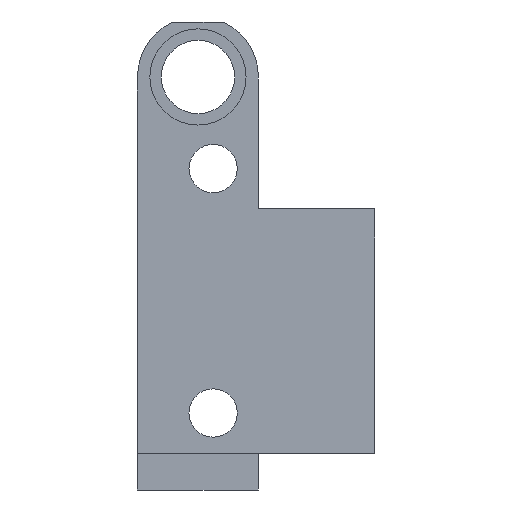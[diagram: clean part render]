
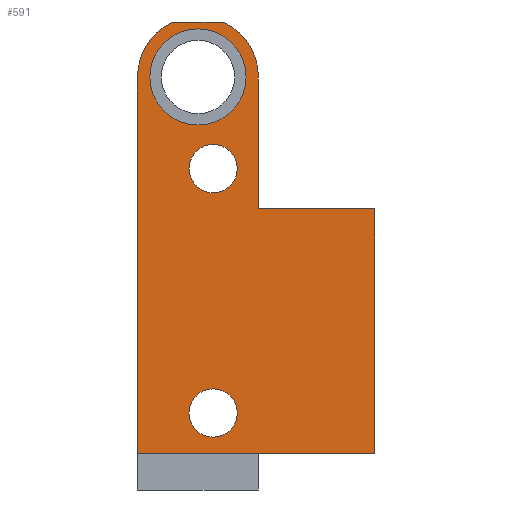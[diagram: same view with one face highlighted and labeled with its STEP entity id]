
A CAD part, front view. The second image highlights one B-rep face of the part: STEP entity #591.
In plain terms, the highlighted planar face has unit normal (0, -1, 0).
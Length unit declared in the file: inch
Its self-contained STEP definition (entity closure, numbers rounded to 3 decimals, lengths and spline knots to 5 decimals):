
#18=DIRECTION('',(0.,0.,1.));
#19=VECTOR('',#18,0.108);
#20=CARTESIAN_POINT('',(0.0495,0.,0.23));
#21=LINE('',#20,#19);
#42=CARTESIAN_POINT('',(0.,0.,0.338));
#43=DIRECTION('',(0.,1.,0.));
#44=DIRECTION('',(-1.,0.,0.));
#45=AXIS2_PLACEMENT_3D('',#42,#43,#44);
#47=CARTESIAN_POINT('',(0.,0.,0.338));
#48=DIRECTION('',(0.,1.,0.));
#49=DIRECTION('',(1.,0.,0.));
#50=AXIS2_PLACEMENT_3D('',#47,#48,#49);
#52=CARTESIAN_POINT('',(0.0124,0.,0.263));
#53=DIRECTION('',(0.,1.,0.));
#54=DIRECTION('',(-1.,0.,0.));
#55=AXIS2_PLACEMENT_3D('',#52,#53,#54);
#57=CARTESIAN_POINT('',(0.0124,0.,0.263));
#58=DIRECTION('',(0.,1.,0.));
#59=DIRECTION('',(1.,0.,0.));
#60=AXIS2_PLACEMENT_3D('',#57,#58,#59);
#62=CARTESIAN_POINT('',(0.0124,0.,0.063));
#63=DIRECTION('',(0.,1.,0.));
#64=DIRECTION('',(-1.,0.,0.));
#65=AXIS2_PLACEMENT_3D('',#62,#63,#64);
#67=CARTESIAN_POINT('',(0.0124,0.,0.063));
#68=DIRECTION('',(0.,1.,0.));
#69=DIRECTION('',(1.,0.,0.));
#70=AXIS2_PLACEMENT_3D('',#67,#68,#69);
#72=DIRECTION('',(1.,0.,0.));
#73=VECTOR('',#72,0.095);
#74=CARTESIAN_POINT('',(0.0495,0.,0.23));
#75=LINE('',#74,#73);
#76=DIRECTION('',(0.,0.,1.));
#77=VECTOR('',#76,0.308);
#78=CARTESIAN_POINT('',(-0.0495,0.,0.03));
#79=LINE('',#78,#77);
#80=CARTESIAN_POINT('',(0.,0.,0.338));
#81=DIRECTION('',(0.,1.,0.));
#82=DIRECTION('',(-1.,0.,0.));
#83=AXIS2_PLACEMENT_3D('',#80,#81,#82);
#85=CARTESIAN_POINT('',(0.,0.,0.338));
#86=DIRECTION('',(0.,1.,0.));
#87=DIRECTION('',(0.417,0.,0.909));
#88=AXIS2_PLACEMENT_3D('',#85,#86,#87);
#138=DIRECTION('',(1.,0.,0.));
#139=VECTOR('',#138,0.04124);
#140=CARTESIAN_POINT('',(-0.02062,0.,0.383));
#141=LINE('',#140,#139);
#203=DIRECTION('',(1.,0.,0.));
#204=VECTOR('',#203,0.194);
#205=CARTESIAN_POINT('',(-0.0495,0.,0.03));
#206=LINE('',#205,#204);
#215=DIRECTION('',(0.,0.,-1.));
#216=VECTOR('',#215,0.2);
#217=CARTESIAN_POINT('',(0.1445,0.,0.23));
#218=LINE('',#217,#216);
#388=CARTESIAN_POINT('',(-0.03935,0.,0.338));
#389=VERTEX_POINT('',#388);
#390=CARTESIAN_POINT('',(0.03935,0.,0.338));
#391=VERTEX_POINT('',#390);
#392=CARTESIAN_POINT('',(-0.0495,0.,0.338));
#393=CARTESIAN_POINT('',(-0.02062,0.,0.383));
#394=VERTEX_POINT('',#392);
#395=VERTEX_POINT('',#393);
#396=CARTESIAN_POINT('',(0.02062,0.,0.383));
#397=CARTESIAN_POINT('',(0.0495,0.,0.338));
#398=VERTEX_POINT('',#396);
#399=VERTEX_POINT('',#397);
#420=CARTESIAN_POINT('',(-0.0495,0.,0.03));
#421=VERTEX_POINT('',#420);
#426=CARTESIAN_POINT('',(-0.00735,0.,0.263));
#427=CARTESIAN_POINT('',(0.03215,0.,0.263));
#428=VERTEX_POINT('',#426);
#429=VERTEX_POINT('',#427);
#434=CARTESIAN_POINT('',(-0.00735,0.,0.063));
#435=CARTESIAN_POINT('',(0.03215,0.,0.063));
#436=VERTEX_POINT('',#434);
#437=VERTEX_POINT('',#435);
#456=CARTESIAN_POINT('',(0.0495,0.,0.23));
#457=VERTEX_POINT('',#456);
#458=CARTESIAN_POINT('',(0.1445,0.,0.23));
#459=CARTESIAN_POINT('',(0.1445,0.,0.03));
#460=VERTEX_POINT('',#458);
#461=VERTEX_POINT('',#459);
#551=CARTESIAN_POINT('',(-0.0495,0.,0.));
#552=DIRECTION('',(0.,-1.,0.));
#553=DIRECTION('',(1.,0.,0.));
#554=AXIS2_PLACEMENT_3D('',#551,#552,#553);
#555=PLANE('',#554);
#556=ORIENTED_EDGE('',*,*,#524,.F.);
#558=ORIENTED_EDGE('',*,*,#557,.T.);
#560=ORIENTED_EDGE('',*,*,#559,.T.);
#562=ORIENTED_EDGE('',*,*,#561,.F.);
#564=ORIENTED_EDGE('',*,*,#563,.T.);
#566=ORIENTED_EDGE('',*,*,#565,.T.);
#568=ORIENTED_EDGE('',*,*,#567,.T.);
#570=ORIENTED_EDGE('',*,*,#569,.T.);
#571=EDGE_LOOP('',(#556,#558,#560,#562,#564,#566,#568,#570));
#572=FACE_OUTER_BOUND('',#571,.F.);
#574=ORIENTED_EDGE('',*,*,#573,.F.);
#576=ORIENTED_EDGE('',*,*,#575,.F.);
#577=EDGE_LOOP('',(#574,#576));
#578=FACE_BOUND('',#577,.F.);
#580=ORIENTED_EDGE('',*,*,#579,.F.);
#582=ORIENTED_EDGE('',*,*,#581,.F.);
#583=EDGE_LOOP('',(#580,#582));
#584=FACE_BOUND('',#583,.F.);
#586=ORIENTED_EDGE('',*,*,#585,.F.);
#588=ORIENTED_EDGE('',*,*,#587,.F.);
#589=EDGE_LOOP('',(#586,#588));
#590=FACE_BOUND('',#589,.F.);
#591=ADVANCED_FACE('',(#572,#578,#584,#590),#555,.T.);
#46=CIRCLE('',#45,0.03935);
#51=CIRCLE('',#50,0.03935);
#56=CIRCLE('',#55,0.01975);
#61=CIRCLE('',#60,0.01975);
#66=CIRCLE('',#65,0.01975);
#71=CIRCLE('',#70,0.01975);
#84=CIRCLE('',#83,0.0495);
#89=CIRCLE('',#88,0.0495);
#524=EDGE_CURVE('',#457,#399,#21,.T.);
#557=EDGE_CURVE('',#457,#460,#75,.T.);
#559=EDGE_CURVE('',#460,#461,#218,.T.);
#561=EDGE_CURVE('',#421,#461,#206,.T.);
#563=EDGE_CURVE('',#421,#394,#79,.T.);
#565=EDGE_CURVE('',#394,#395,#84,.T.);
#567=EDGE_CURVE('',#395,#398,#141,.T.);
#569=EDGE_CURVE('',#398,#399,#89,.T.);
#573=EDGE_CURVE('',#389,#391,#46,.T.);
#575=EDGE_CURVE('',#391,#389,#51,.T.);
#579=EDGE_CURVE('',#428,#429,#56,.T.);
#581=EDGE_CURVE('',#429,#428,#61,.T.);
#585=EDGE_CURVE('',#436,#437,#66,.T.);
#587=EDGE_CURVE('',#437,#436,#71,.T.);
